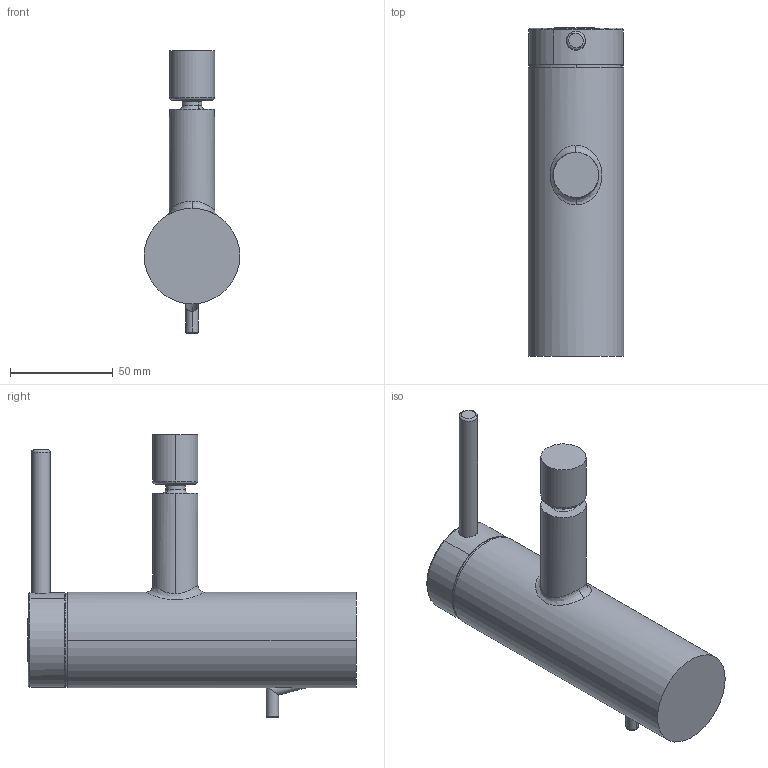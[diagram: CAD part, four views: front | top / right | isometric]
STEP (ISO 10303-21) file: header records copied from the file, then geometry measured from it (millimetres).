
FILE_DESCRIPTION (( 'STEP AP203' ), '1' );
FILE_NAME ('51733273.STEP', '2019-07-30T06:13:50', ( '' ), ( '' ), 'SwSTEP 2.0', 'SolidWorks 2016', '' );
FILE_SCHEMA (( 'CONFIG_CONTROL_DESIGN' ));
Length unit declared in the file: millimetre
Products named in the file (1): 51733273
Bounding box: 46.5 x 159.75 x 137.44 mm (x, y, z)
Volume: 303390.3 mm3; surface area: 34632.7 mm2
Topology: 1 solids, 1 shells, 47 faces, 97 edges, 60 vertices
Faces by surface type: cylinder 18, torus 10, plane 9, bspline 6, sphere 4
Entity records: 2400 total; most frequent: CARTESIAN_POINT 1353, DIRECTION 205, ORIENTED_EDGE 194, EDGE_CURVE 97, AXIS2_PLACEMENT_3D 94, VERTEX_POINT 60, EDGE_LOOP 55, CIRCLE 52
